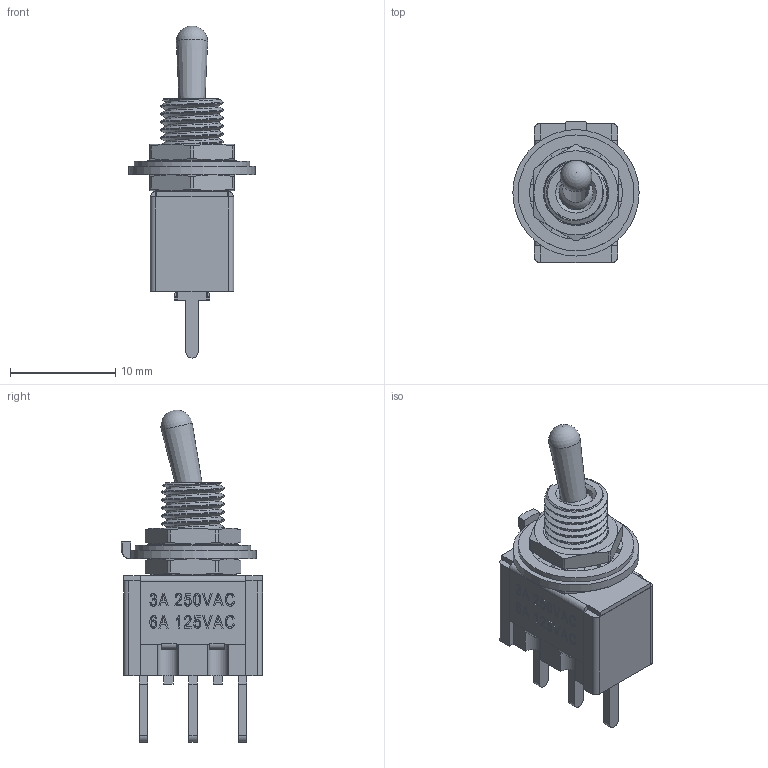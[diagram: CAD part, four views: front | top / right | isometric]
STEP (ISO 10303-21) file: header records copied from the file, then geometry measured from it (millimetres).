
FILE_DESCRIPTION(('STEP AP214'), '1');
FILE_NAME('MTS-1xx-X2', '', ('UNSPECIFIED'), ('UNSPECIFIED'), 'ASCON STEP Converter 1.6', 'ASCON Math Kernel', '');
FILE_SCHEMA(('AUTOMOTIVE_DESIGN { 1 0 10303 214 3 1 1}'));
Length unit declared in the file: millimetre
Products named in the file (7): Handle; L; Housing
Assembly tree (6 placements, depth 2):
  (unnamed)
    (unnamed)
    Handle
    (unnamed)
    L
    (unnamed)
    Housing
Bounding box: 12 x 13.39 x 31.53 mm (x, y, z)
Volume: 1045.6 mm3; surface area: 2971 mm2
Topology: 15 solids, 15 shells, 1226 faces, 3366 edges, 2205 vertices
Faces by surface type: cylinder 568, plane 552, cone 52, bspline 45, torus 5, sphere 4
Full cylindrical faces by diameter (mm): 1.48 x2, 1.6 x1, 3.25 x1, 3.55 x1, 4.05 x1, 6 x2, 7 x1, 11 x1
Entity records: 71532 total; most frequent: CARTESIAN_POINT 29712, ORIENTED_EDGE 6662, DIRECTION 6647, EDGE_CURVE 3331, AXIS2_PLACEMENT_3D 2343, VERTEX_POINT 2196, LINE 1961, VECTOR 1961
